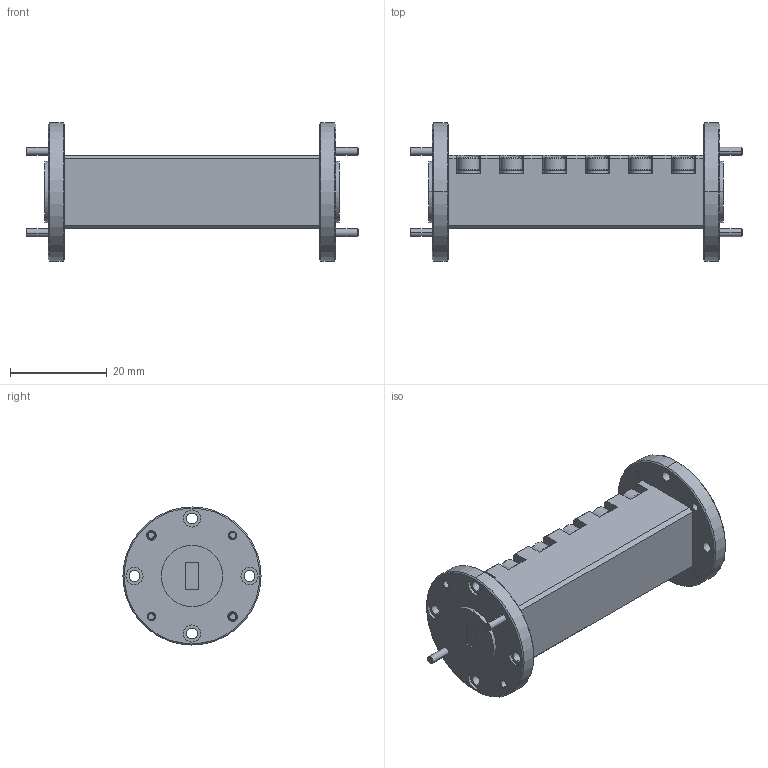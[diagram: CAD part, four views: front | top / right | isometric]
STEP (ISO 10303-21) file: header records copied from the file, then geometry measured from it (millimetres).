
FILE_DESCRIPTION (( 'STEP AP203' ), '1' );
FILE_NAME ('DMWF-22-121-H1 DF.STEP', '2019-06-05T19:29:24', ( '' ), ( '' ), 'SwSTEP 2.0', 'SolidWorks 2016', '' );
FILE_SCHEMA (( 'CONFIG_CONTROL_DESIGN' ));
Products named in the file (1): DMWF-22-121-H1 DF
Bounding box: 68.71 x 28.57 x 28.57 mm (x, y, z)
Volume: 15936.2 mm3; surface area: 7747.5 mm2
Topology: 5 solids, 5 shells, 690 faces, 1634 edges, 1004 vertices
Faces by surface type: cylinder 250, plane 244, cone 172, bspline 24
Entity records: 31525 total; most frequent: CARTESIAN_POINT 15965, ORIENTED_EDGE 3268, DIRECTION 3196, EDGE_CURVE 1634, AXIS2_PLACEMENT_3D 1219, VERTEX_POINT 1004, EDGE_LOOP 796, LINE 758
